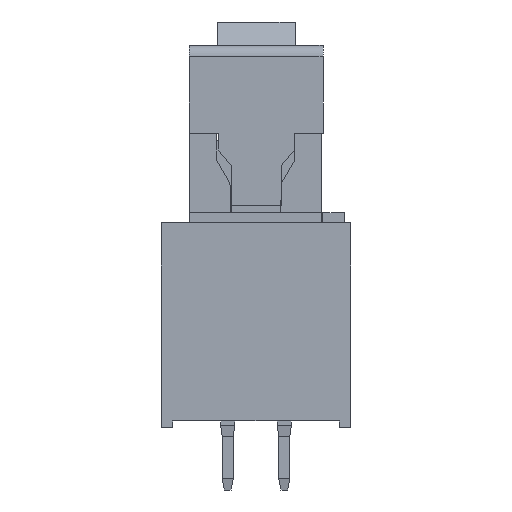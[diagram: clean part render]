
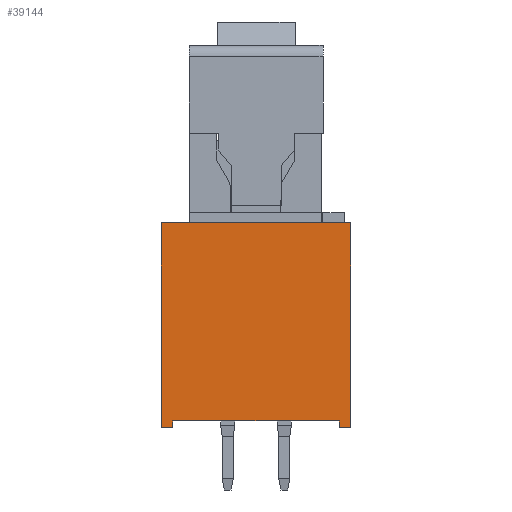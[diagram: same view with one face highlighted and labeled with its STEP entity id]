
A CAD part, left-side view. The second image highlights one B-rep face of the part: STEP entity #39144.
In plain terms, the highlighted planar face has unit normal (-1, 0, 0).
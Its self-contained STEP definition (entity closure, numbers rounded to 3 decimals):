
#13=DIRECTION('',(0.,0.,1.));
#45=VECTOR('',#46,1.);
#46=DIRECTION('',(0.,1.));
#47=( GEOMETRIC_REPRESENTATION_CONTEXT(2) PARAMETRIC_REPRESENTATION_CONTEXT() REPRESENTATION_CONTEXT('2D SPACE',''  ) );
#59=DIRECTION('',(-1.,0.,0.));
#64=VECTOR('',#65,1.);
#65=DIRECTION('',(1.,0.));
#198=VECTOR('',#199,1.);
#199=DIRECTION('',(0.,-1.));
#284=DIRECTION('',(1.,0.,0.));
#874=VECTOR('',#875,1.);
#875=DIRECTION('',(-1.,0.));
#38657=VECTOR('',#38658,1.);
#38658=DIRECTION('',(0.,1.,0.));
#38689=DIRECTION('',(0.,-1.,0.));
#38702=VECTOR('',#38689,1.);
#38708=PLANE('',#38709);
#38709=AXIS2_PLACEMENT_3D('',#38710,#13,#284);
#38710=CARTESIAN_POINT('',(5.08,-3.7,9.2));
#38728=PLANE('',#38729);
#38729=AXIS2_PLACEMENT_3D('',#38730,#38731,#13);
#38730=CARTESIAN_POINT('',(-7.67,-4.25,0.));
#38731=DIRECTION('',(0.,-1.,0.));
#38855=VECTOR('',#38856,1.);
#38856=DIRECTION('',(0.,0.,-1.));
#38904=DIRECTION('',(1.,0.,0.));
#38909=PLANE('',#38910);
#38910=AXIS2_PLACEMENT_3D('',#38911,#38658,#59);
#38911=CARTESIAN_POINT('',(-1.27,4.25,-1.8));
#38923=DIRECTION('',(0.,1.,0.));
#38929=PLANE('',#38930);
#38930=AXIS2_PLACEMENT_3D('',#38931,#13,#38923);
#38931=CARTESIAN_POINT('',(-0.05,2.95,0.3));
#38947=PLANE('',#38948);
#38948=AXIS2_PLACEMENT_3D('',#38949,#38950,#38951);
#38949=CARTESIAN_POINT('',(5.78,3.75,0.15));
#38950=DIRECTION('',(0.,-1.,-0.));
#38951=DIRECTION('',(-1.,0.,0.));
#38965=PLANE('',#38966);
#38966=AXIS2_PLACEMENT_3D('',#38967,#38856,#284);
#38967=CARTESIAN_POINT('',(-13.4,-3.625,0.));
#39144=ADVANCED_FACE('',(#39145),#39157,.T.);
#39145=FACE_BOUND('',#39146,.T.);
#39146=EDGE_LOOP('',(#39147,#39167,#39184,#39203,#39218,#39235,#39250,    #39265));
#39147=ORIENTED_EDGE('',*,*,#39148,.F.);
#39148=EDGE_CURVE('',#39149,#39151,#39153,.T.);
#39149=VERTEX_POINT('',#39150);
#39150=CARTESIAN_POINT('',(-13.91,3.75,0.3));
#39151=VERTEX_POINT('',#39152);
#39152=CARTESIAN_POINT('',(-13.91,3.75,0.));
#39153=SURFACE_CURVE('',#39154,(#39156,#39163),.PCURVE_S1.);
#39154=LINE('',#39155,#38855);
#39155=CARTESIAN_POINT('',(-13.91,3.75,13.3));
#39156=PCURVE('',#39157,#39160);
#39157=PLANE('',#39158);
#39158=AXIS2_PLACEMENT_3D('',#39159,#59,#38689);
#39159=CARTESIAN_POINT('',(-13.91,0.,6.65));
#39160=DEFINITIONAL_REPRESENTATION('',(#39161),#47);
#39161=LINE('',#39162,#198);
#39162=CARTESIAN_POINT('',(-3.75,6.65));
#39163=PCURVE('',#38947,#39164);
#39164=DEFINITIONAL_REPRESENTATION('',(#39165),#47);
#39165=LINE('',#39166,#45);
#39166=CARTESIAN_POINT('',(19.69,-13.15));
#39167=ORIENTED_EDGE('',*,*,#39168,.T.);
#39168=EDGE_CURVE('',#39149,#39169,#39171,.T.);
#39169=VERTEX_POINT('',#39170);
#39170=CARTESIAN_POINT('',(-13.91,-3.75,0.3));
#39171=SURFACE_CURVE('',#39172,(#39174,#39178),.PCURVE_S1.);
#39172=LINE('',#39173,#38702);
#39173=CARTESIAN_POINT('',(-13.91,0.,0.3));
#39174=PCURVE('',#39157,#39175);
#39175=DEFINITIONAL_REPRESENTATION('',(#39176),#47);
#39176=LINE('',#39177,#64);
#39177=CARTESIAN_POINT('',(0.,-6.35));
#39178=PCURVE('',#38929,#39179);
#39179=DEFINITIONAL_REPRESENTATION('',(#39180),#47);
#39180=LINE('',#39181,#39182);
#39181=CARTESIAN_POINT('',(-2.95,13.86));
#39182=VECTOR('',#39183,1.);
#39183=DIRECTION('',(-1.,0.));
#39184=ORIENTED_EDGE('',*,*,#39185,.F.);
#39185=EDGE_CURVE('',#39186,#39169,#39188,.T.);
#39186=VERTEX_POINT('',#39187);
#39187=CARTESIAN_POINT('',(-13.91,-3.75,0.));
#39188=SURFACE_CURVE('',#39189,(#39192,#39196),.PCURVE_S1.);
#39189=LINE('',#39190,#39191);
#39190=CARTESIAN_POINT('',(-13.91,-3.75,13.3));
#39191=VECTOR('',#13,1.);
#39192=PCURVE('',#39157,#39193);
#39193=DEFINITIONAL_REPRESENTATION('',(#39194),#47);
#39194=LINE('',#39195,#45);
#39195=CARTESIAN_POINT('',(3.75,6.65));
#39196=PCURVE('',#39197,#39200);
#39197=PLANE('',#39198);
#39198=AXIS2_PLACEMENT_3D('',#39199,#38923,#38904);
#39199=CARTESIAN_POINT('',(-13.4,-3.75,0.15));
#39200=DEFINITIONAL_REPRESENTATION('',(#39201),#47);
#39201=LINE('',#39202,#198);
#39202=CARTESIAN_POINT('',(-0.51,-13.15));
#39203=ORIENTED_EDGE('',*,*,#39204,.F.);
#39204=EDGE_CURVE('',#39205,#39186,#39207,.T.);
#39205=VERTEX_POINT('',#39206);
#39206=CARTESIAN_POINT('',(-13.91,-4.25,0.));
#39207=SURFACE_CURVE('',#39208,(#39210,#39214),.PCURVE_S1.);
#39208=LINE('',#39209,#38657);
#39209=CARTESIAN_POINT('',(-13.91,0.,0.));
#39210=PCURVE('',#39157,#39211);
#39211=DEFINITIONAL_REPRESENTATION('',(#39212),#47);
#39212=LINE('',#39213,#874);
#39213=CARTESIAN_POINT('',(0.,-6.65));
#39214=PCURVE('',#38965,#39215);
#39215=DEFINITIONAL_REPRESENTATION('',(#39216),#47);
#39216=LINE('',#39217,#198);
#39217=CARTESIAN_POINT('',(-0.51,-3.625));
#39218=ORIENTED_EDGE('',*,*,#39219,.F.);
#39219=EDGE_CURVE('',#39220,#39205,#39222,.T.);
#39220=VERTEX_POINT('',#39221);
#39221=CARTESIAN_POINT('',(-13.91,-4.25,9.2));
#39222=SURFACE_CURVE('',#39223,(#39225,#39229),.PCURVE_S1.);
#39223=LINE('',#39224,#38855);
#39224=CARTESIAN_POINT('',(-13.91,-4.25,13.3));
#39225=PCURVE('',#39157,#39226);
#39226=DEFINITIONAL_REPRESENTATION('',(#39227),#47);
#39227=LINE('',#39228,#198);
#39228=CARTESIAN_POINT('',(4.25,6.65));
#39229=PCURVE('',#38728,#39230);
#39230=DEFINITIONAL_REPRESENTATION('',(#39231),#47);
#39231=LINE('',#39232,#39233);
#39232=CARTESIAN_POINT('',(13.3,6.24));
#39233=VECTOR('',#39234,1.);
#39234=DIRECTION('',(-1.,-0.));
#39235=ORIENTED_EDGE('',*,*,#39236,.F.);
#39236=EDGE_CURVE('',#39237,#39220,#39239,.T.);
#39237=VERTEX_POINT('',#39238);
#39238=CARTESIAN_POINT('',(-13.91,4.25,9.2));
#39239=SURFACE_CURVE('',#39240,(#39242,#39246),.PCURVE_S1.);
#39240=LINE('',#39241,#38702);
#39241=CARTESIAN_POINT('',(-13.91,0.,9.2));
#39242=PCURVE('',#39157,#39243);
#39243=DEFINITIONAL_REPRESENTATION('',(#39244),#47);
#39244=LINE('',#39245,#64);
#39245=CARTESIAN_POINT('',(0.,2.55));
#39246=PCURVE('',#38708,#39247);
#39247=DEFINITIONAL_REPRESENTATION('',(#39248),#47);
#39248=LINE('',#39249,#198);
#39249=CARTESIAN_POINT('',(-18.99,3.7));
#39250=ORIENTED_EDGE('',*,*,#39251,.T.);
#39251=EDGE_CURVE('',#39237,#39252,#39254,.T.);
#39252=VERTEX_POINT('',#39253);
#39253=CARTESIAN_POINT('',(-13.91,4.25,0.));
#39254=SURFACE_CURVE('',#39255,(#39257,#39261),.PCURVE_S1.);
#39255=LINE('',#39256,#38855);
#39256=CARTESIAN_POINT('',(-13.91,4.25,13.3));
#39257=PCURVE('',#39157,#39258);
#39258=DEFINITIONAL_REPRESENTATION('',(#39259),#47);
#39259=LINE('',#39260,#198);
#39260=CARTESIAN_POINT('',(-4.25,6.65));
#39261=PCURVE('',#38909,#39262);
#39262=DEFINITIONAL_REPRESENTATION('',(#39263),#47);
#39263=LINE('',#39264,#198);
#39264=CARTESIAN_POINT('',(12.64,15.1));
#39265=ORIENTED_EDGE('',*,*,#39266,.F.);
#39266=EDGE_CURVE('',#39151,#39252,#39207,.T.);
